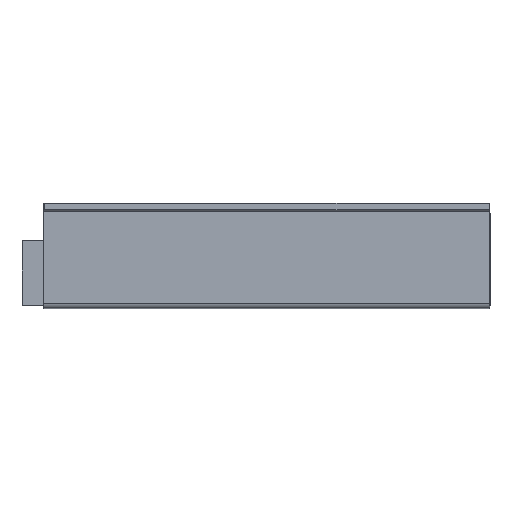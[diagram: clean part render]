
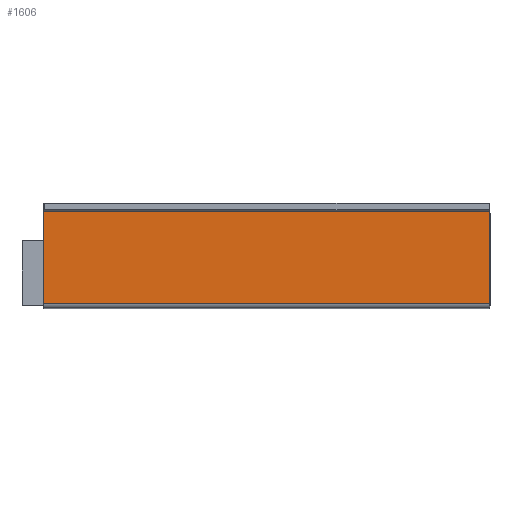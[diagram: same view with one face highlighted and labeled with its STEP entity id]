
A CAD part, top view. The second image highlights one B-rep face of the part: STEP entity #1606.
In plain terms, the highlighted planar face has unit normal (0, 0, 1).
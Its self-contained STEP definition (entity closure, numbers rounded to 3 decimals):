
#10 = CARTESIAN_POINT ( 'NONE',  ( -2., 0.7, 0. ) ) ;
#16 = VERTEX_POINT ( 'NONE', #683 ) ;
#84 = DIRECTION ( 'NONE',  ( 0., 1., 0. ) ) ;
#184 = LINE ( 'NONE', #1857, #1816 ) ;
#344 = DIRECTION ( 'NONE',  ( 1., 0., 0. ) ) ;
#359 = DIRECTION ( 'NONE',  ( 0., 0., -1. ) ) ;
#374 = VERTEX_POINT ( 'NONE', #1047 ) ;
#382 = EDGE_CURVE ( 'NONE', #1143, #16, #184, .T. ) ;
#446 = VERTEX_POINT ( 'NONE', #1364 ) ;
#618 = LINE ( 'NONE', #10, #902 ) ;
#680 = AXIS2_PLACEMENT_3D ( 'NONE', #2010, #359, #2004 ) ;
#683 = CARTESIAN_POINT ( 'NONE',  ( -2., 0.7, 0. ) ) ;
#739 = ORIENTED_EDGE ( 'NONE', *, *, #1994, .T. ) ;
#774 = VECTOR ( 'NONE', #84, 1000. ) ;
#833 = VECTOR ( 'NONE', #1790, 1000. ) ;
#889 = PLANE ( 'NONE',  #680 ) ;
#900 = DIRECTION ( 'NONE',  ( 0., -1., 0. ) ) ;
#902 = VECTOR ( 'NONE', #344, 1000. ) ;
#954 = CARTESIAN_POINT ( 'NONE',  ( -2., 13.4, 0. ) ) ;
#1047 = CARTESIAN_POINT ( 'NONE',  ( 59.6, 13.4, 0. ) ) ;
#1143 = VERTEX_POINT ( 'NONE', #1362 ) ;
#1362 = CARTESIAN_POINT ( 'NONE',  ( -2., 13.4, 0. ) ) ;
#1364 = CARTESIAN_POINT ( 'NONE',  ( 59.6, 0.7, 0. ) ) ;
#1366 = LINE ( 'NONE', #1681, #774 ) ;
#1368 = EDGE_CURVE ( 'NONE', #16, #446, #618, .T. ) ;
#1424 = FACE_OUTER_BOUND ( 'NONE', #1514, .T. ) ;
#1437 = EDGE_CURVE ( 'NONE', #374, #1143, #1827, .T. ) ;
#1438 = ORIENTED_EDGE ( 'NONE', *, *, #1368, .T. ) ;
#1514 = EDGE_LOOP ( 'NONE', ( #1438, #739, #1577, #1741 ) ) ;
#1577 = ORIENTED_EDGE ( 'NONE', *, *, #1437, .T. ) ;
#1606 = ADVANCED_FACE ( 'NONE', ( #1424 ), #889, .F. ) ;
#1681 = CARTESIAN_POINT ( 'NONE',  ( 59.6, 0., 0. ) ) ;
#1741 = ORIENTED_EDGE ( 'NONE', *, *, #382, .T. ) ;
#1790 = DIRECTION ( 'NONE',  ( -1., 0., 0. ) ) ;
#1816 = VECTOR ( 'NONE', #900, 1000. ) ;
#1827 = LINE ( 'NONE', #954, #833 ) ;
#1857 = CARTESIAN_POINT ( 'NONE',  ( -2., 0., 0. ) ) ;
#1994 = EDGE_CURVE ( 'NONE', #446, #374, #1366, .T. ) ;
#2004 = DIRECTION ( 'NONE',  ( -1., 0., 0. ) ) ;
#2010 = CARTESIAN_POINT ( 'NONE',  ( 0., 0., 0. ) ) ;
